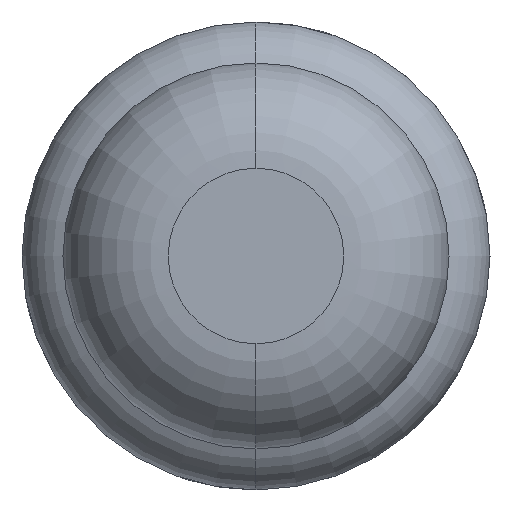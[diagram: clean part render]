
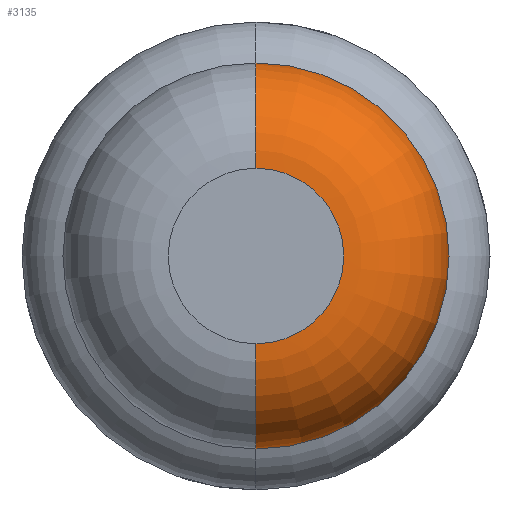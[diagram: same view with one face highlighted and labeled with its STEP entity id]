
A CAD part, front view. The second image highlights one B-rep face of the part: STEP entity #3135.
In plain terms, the highlighted toroidal (fillet/blend) face has major radius 0.375 mm and minor radius 0.45 mm.
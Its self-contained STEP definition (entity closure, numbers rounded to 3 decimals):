
#10 = VERTEX_POINT ( 'NONE', #1642 ) ;
#50 = CARTESIAN_POINT ( 'NONE',  ( 0., -26.95, 0. ) ) ;
#129 = CIRCLE ( 'NONE', #3758, 0.375 ) ;
#163 = DIRECTION ( 'NONE',  ( 0., 0., -1. ) ) ;
#432 = ORIENTED_EDGE ( 'NONE', *, *, #3186, .F. ) ;
#522 = CARTESIAN_POINT ( 'NONE',  ( 0., -26.95, 0.825 ) ) ;
#570 = CARTESIAN_POINT ( 'NONE',  ( 0., -27.4, 0. ) ) ;
#664 = EDGE_CURVE ( 'Defeature ausgef�hrt1_5+Defeature ausgef�hrt1_4+Defeature ausgef�hrt1_4+Defeature ausgef�hrt1_4', #2790, #2455, #129, .T. ) ;
#691 = CIRCLE ( 'NONE', #1246, 0.45 ) ;
#916 = AXIS2_PLACEMENT_3D ( 'NONE', #50, #975, #1872 ) ;
#975 = DIRECTION ( 'NONE',  ( 0., 1., 0. ) ) ;
#1246 = AXIS2_PLACEMENT_3D ( 'NONE', #3191, #1353, #3523 ) ;
#1258 = TOROIDAL_SURFACE ( 'NONE', #916, 0.375, 0.45 ) ;
#1291 = DIRECTION ( 'NONE',  ( 0., 0., 1. ) ) ;
#1353 = DIRECTION ( 'NONE',  ( -1., 0., 0. ) ) ;
#1399 = CARTESIAN_POINT ( 'NONE',  ( 0., -27.4, 0.375 ) ) ;
#1448 = CIRCLE ( 'NONE', #1654, 0.45 ) ;
#1486 = DIRECTION ( 'NONE',  ( 0., 1., 0. ) ) ;
#1642 = CARTESIAN_POINT ( 'NONE',  ( 0., -26.95, -0.825 ) ) ;
#1654 = AXIS2_PLACEMENT_3D ( 'NONE', #3235, #3887, #163 ) ;
#1669 = EDGE_CURVE ( 'Defeature ausgef�hrt1_6+Defeature ausgef�hrt1_5+Defeature ausgef�hrt1_5+Defeature ausgef�hrt1_5', #3356, #10, #3666, .T. ) ;
#1795 = CARTESIAN_POINT ( 'NONE',  ( 0., -27.4, -0.375 ) ) ;
#1853 = ORIENTED_EDGE ( 'NONE', *, *, #1669, .F. ) ;
#1872 = DIRECTION ( 'NONE',  ( 0., 0., 1. ) ) ;
#1947 = ORIENTED_EDGE ( 'NONE', *, *, #2814, .T. ) ;
#2082 = FACE_OUTER_BOUND ( 'NONE', #2999, .T. ) ;
#2455 = VERTEX_POINT ( 'NONE', #1795 ) ;
#2790 = VERTEX_POINT ( 'NONE', #1399 ) ;
#2814 = EDGE_CURVE ( 'NONE', #2455, #10, #1448, .T. ) ;
#2833 = CARTESIAN_POINT ( 'NONE',  ( 0., -26.95, 0. ) ) ;
#2999 = EDGE_LOOP ( 'NONE', ( #3320, #1947, #1853, #432 ) ) ;
#3033 = DIRECTION ( 'NONE',  ( 0., 0., 1. ) ) ;
#3133 = DIRECTION ( 'NONE',  ( 0., 1., 0. ) ) ;
#3135 = ADVANCED_FACE ( 'Defeature ausgef�hrt1_5', ( #2082 ), #1258, .T. ) ;
#3186 = EDGE_CURVE ( 'NONE', #2790, #3356, #691, .T. ) ;
#3191 = CARTESIAN_POINT ( 'NONE',  ( 0., -26.95, 0.375 ) ) ;
#3235 = CARTESIAN_POINT ( 'NONE',  ( 0., -26.95, -0.375 ) ) ;
#3320 = ORIENTED_EDGE ( 'NONE', *, *, #664, .T. ) ;
#3356 = VERTEX_POINT ( 'NONE', #522 ) ;
#3523 = DIRECTION ( 'NONE',  ( 0., 0., 1. ) ) ;
#3666 = CIRCLE ( 'NONE', #3762, 0.825 ) ;
#3758 = AXIS2_PLACEMENT_3D ( 'NONE', #570, #1486, #3033 ) ;
#3762 = AXIS2_PLACEMENT_3D ( 'NONE', #2833, #3133, #1291 ) ;
#3887 = DIRECTION ( 'NONE',  ( 1., 0., 0. ) ) ;
